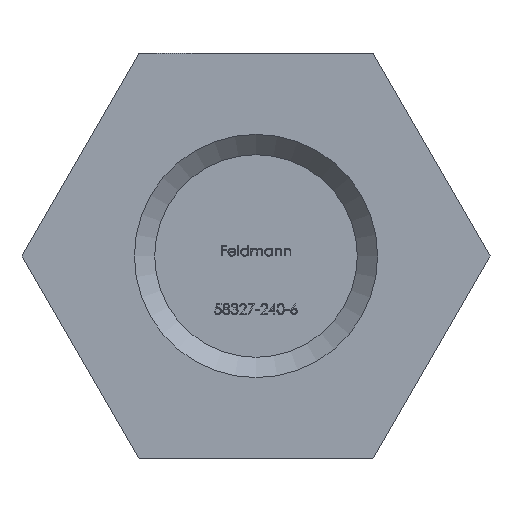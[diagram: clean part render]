
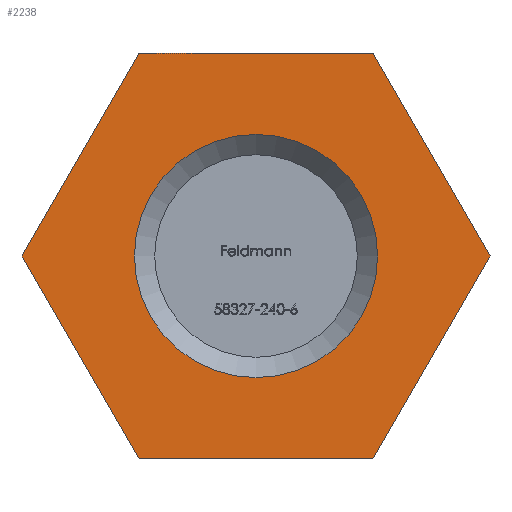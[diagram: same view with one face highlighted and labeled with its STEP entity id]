
A CAD part, front view. The second image highlights one B-rep face of the part: STEP entity #2238.
In plain terms, the highlighted planar face has unit normal (0, -1, 0).
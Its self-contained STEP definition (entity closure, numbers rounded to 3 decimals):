
#252 = LINE ( 'NONE', #3170, #1316 ) ;
#306 = EDGE_LOOP ( 'NONE', ( #12069, #5576, #11244, #3744, #12542, #8521 ) ) ;
#319 = EDGE_CURVE ( 'NONE', #7372, #11640, #252, .T. ) ;
#683 = CARTESIAN_POINT ( 'NONE',  ( 0., 0., 0. ) ) ;
#838 = DIRECTION ( 'NONE',  ( 0., 0., 1. ) ) ;
#1316 = VECTOR ( 'NONE', #8919, 1000. ) ;
#1495 = FACE_BOUND ( 'NONE', #8803, .T. ) ;
#1603 = DIRECTION ( 'NONE',  ( 1., 0., 0. ) ) ;
#2024 = EDGE_CURVE ( 'NONE', #3452, #7372, #13257, .T. ) ;
#2053 = CARTESIAN_POINT ( 'NONE',  ( -2.887, 0., -5. ) ) ;
#2238 = ADVANCED_FACE ( 'NONE', ( #1495, #9622 ), #13930, .F. ) ;
#2678 = VECTOR ( 'NONE', #2728, 1000. ) ;
#2728 = DIRECTION ( 'NONE',  ( -1., 0., 0. ) ) ;
#2732 = CARTESIAN_POINT ( 'NONE',  ( 0., 0., 0. ) ) ;
#2839 = VERTEX_POINT ( 'NONE', #10364 ) ;
#3170 = CARTESIAN_POINT ( 'NONE',  ( 2.887, 0., 5. ) ) ;
#3452 = VERTEX_POINT ( 'NONE', #8884 ) ;
#3744 = ORIENTED_EDGE ( 'NONE', *, *, #5550, .F. ) ;
#3827 = DIRECTION ( 'NONE',  ( 0., 1., 0. ) ) ;
#5019 = CARTESIAN_POINT ( 'NONE',  ( 0., 0., 3. ) ) ;
#5438 = LINE ( 'NONE', #8369, #2678 ) ;
#5522 = CARTESIAN_POINT ( 'NONE',  ( -5.774, 0., 0. ) ) ;
#5550 = EDGE_CURVE ( 'NONE', #8040, #2839, #5598, .T. ) ;
#5576 = ORIENTED_EDGE ( 'NONE', *, *, #2024, .F. ) ;
#5598 = LINE ( 'NONE', #11154, #9231 ) ;
#5704 = DIRECTION ( 'NONE',  ( -0.5, 0., -0.866 ) ) ;
#5806 = EDGE_CURVE ( 'NONE', #13622, #13622, #7826, .T. ) ;
#5896 = CARTESIAN_POINT ( 'NONE',  ( 5.774, 0., 0. ) ) ;
#6390 = EDGE_CURVE ( 'NONE', #11640, #11283, #11810, .T. ) ;
#6418 = CARTESIAN_POINT ( 'NONE',  ( 2.887, 0., -5. ) ) ;
#7372 = VERTEX_POINT ( 'NONE', #13898 ) ;
#7826 = CIRCLE ( 'NONE', #11591, 3. ) ;
#7888 = VECTOR ( 'NONE', #1603, 1000. ) ;
#8040 = VERTEX_POINT ( 'NONE', #2053 ) ;
#8369 = CARTESIAN_POINT ( 'NONE',  ( 2.887, 0., -5. ) ) ;
#8439 = VECTOR ( 'NONE', #12286, 1000. ) ;
#8521 = ORIENTED_EDGE ( 'NONE', *, *, #6390, .F. ) ;
#8803 = EDGE_LOOP ( 'NONE', ( #9654 ) ) ;
#8871 = VECTOR ( 'NONE', #5704, 1000. ) ;
#8884 = CARTESIAN_POINT ( 'NONE',  ( -2.887, 0., 5. ) ) ;
#8919 = DIRECTION ( 'NONE',  ( 0.5, 0., -0.866 ) ) ;
#9017 = DIRECTION ( 'NONE',  ( -0.5, 0., 0.866 ) ) ;
#9231 = VECTOR ( 'NONE', #9017, 1000. ) ;
#9578 = DIRECTION ( 'NONE',  ( 0., 0., 1. ) ) ;
#9622 = FACE_OUTER_BOUND ( 'NONE', #306, .T. ) ;
#9654 = ORIENTED_EDGE ( 'NONE', *, *, #5806, .T. ) ;
#10318 = CARTESIAN_POINT ( 'NONE',  ( -2.887, 0., 5. ) ) ;
#10364 = CARTESIAN_POINT ( 'NONE',  ( -5.774, 0., 0. ) ) ;
#11154 = CARTESIAN_POINT ( 'NONE',  ( -2.887, 0., -5. ) ) ;
#11244 = ORIENTED_EDGE ( 'NONE', *, *, #14151, .F. ) ;
#11283 = VERTEX_POINT ( 'NONE', #6418 ) ;
#11393 = LINE ( 'NONE', #5522, #8439 ) ;
#11459 = EDGE_CURVE ( 'NONE', #11283, #8040, #5438, .T. ) ;
#11591 = AXIS2_PLACEMENT_3D ( 'NONE', #2732, #3827, #838 ) ;
#11640 = VERTEX_POINT ( 'NONE', #5896 ) ;
#11810 = LINE ( 'NONE', #13567, #8871 ) ;
#12069 = ORIENTED_EDGE ( 'NONE', *, *, #319, .F. ) ;
#12286 = DIRECTION ( 'NONE',  ( 0.5, 0., 0.866 ) ) ;
#12542 = ORIENTED_EDGE ( 'NONE', *, *, #11459, .F. ) ;
#12865 = DIRECTION ( 'NONE',  ( 0., 1., 0. ) ) ;
#13257 = LINE ( 'NONE', #10318, #7888 ) ;
#13567 = CARTESIAN_POINT ( 'NONE',  ( 5.774, 0., 0. ) ) ;
#13622 = VERTEX_POINT ( 'NONE', #5019 ) ;
#13692 = AXIS2_PLACEMENT_3D ( 'NONE', #683, #12865, #9578 ) ;
#13898 = CARTESIAN_POINT ( 'NONE',  ( 2.887, 0., 5. ) ) ;
#13930 = PLANE ( 'NONE',  #13692 ) ;
#14151 = EDGE_CURVE ( 'NONE', #2839, #3452, #11393, .T. ) ;
